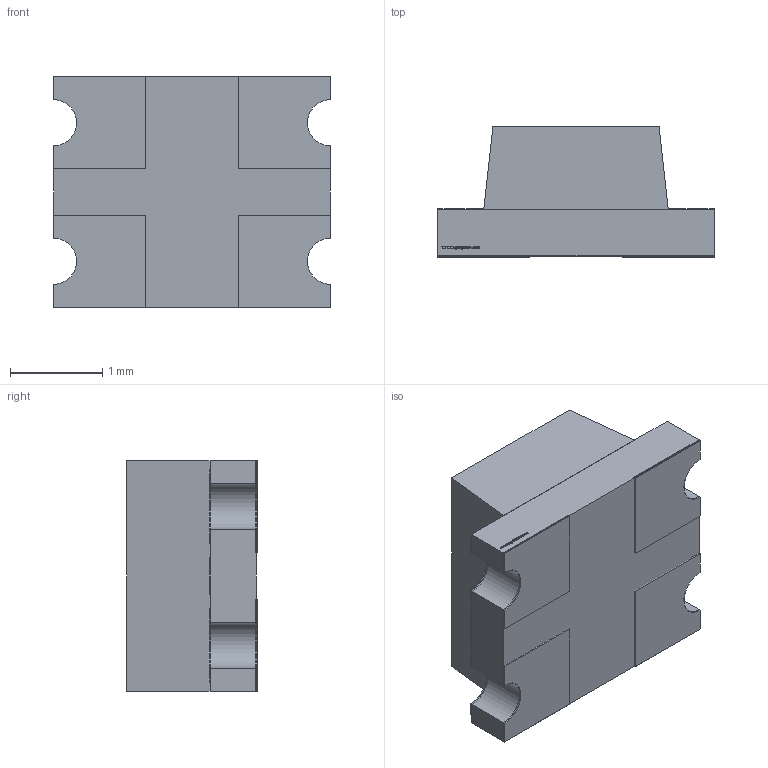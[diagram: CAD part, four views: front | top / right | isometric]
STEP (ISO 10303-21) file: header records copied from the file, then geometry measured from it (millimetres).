
FILE_DESCRIPTION (( 'STEP AP214' ), '1' );
FILE_NAME ('APBL3025.STEP', '2010-04-27T15:14:57', ( '' ), ( '' ), 'SwSTEP 2.0', 'SolidWorks 2008', '' );
FILE_SCHEMA (( 'AUTOMOTIVE_DESIGN' ));
Length unit declared in the file: millimetre
Products named in the file (1): APBL3025
Bounding box: 3 x 1.41 x 2.5 mm (x, y, z)
Volume: 7.4 mm3; surface area: 51.3 mm2
Topology: 13 solids, 13 shells, 394 faces, 1019 edges, 680 vertices
Faces by surface type: plane 248, bspline 116, cylinder 20, cone 6, sphere 4
Entity records: 21796 total; most frequent: CARTESIAN_POINT 8488, ORIENTED_EDGE 2038, DIRECTION 1403, EDGE_CURVE 1019, VECTOR 725, LINE 725, VERTEX_POINT 680, EDGE_LOOP 423
